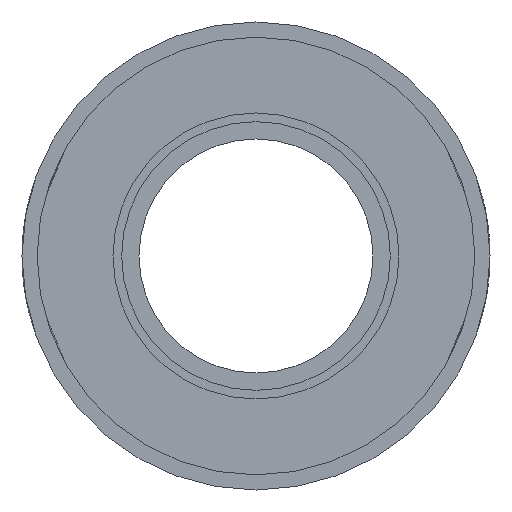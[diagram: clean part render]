
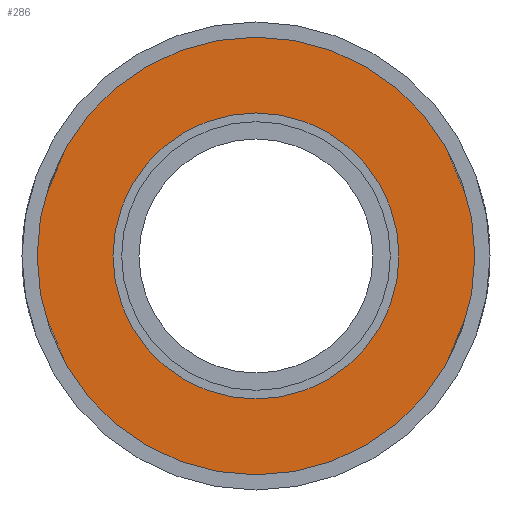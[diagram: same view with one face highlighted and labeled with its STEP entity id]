
A CAD part, front view. The second image highlights one B-rep face of the part: STEP entity #286.
In plain terms, the highlighted planar face has unit normal (0, -1, 0).
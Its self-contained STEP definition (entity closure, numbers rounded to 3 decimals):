
#18=FACE_BOUND('',#84,.T.);
#26=PLANE('',#328);
#62=FACE_OUTER_BOUND('',#83,.T.);
#83=EDGE_LOOP('',(#245));
#84=EDGE_LOOP('',(#246));
#126=CIRCLE('',#323,16.5);
#129=CIRCLE('',#329,25.25);
#150=VERTEX_POINT('',#673);
#153=VERTEX_POINT('',#684);
#182=EDGE_CURVE('',#150,#150,#126,.T.);
#187=EDGE_CURVE('',#153,#153,#129,.T.);
#245=ORIENTED_EDGE('',*,*,#187,.F.);
#246=ORIENTED_EDGE('',*,*,#182,.F.);
#286=ADVANCED_FACE('',(#62,#18),#26,.F.);
#323=AXIS2_PLACEMENT_3D('',#674,#381,#382);
#328=AXIS2_PLACEMENT_3D('',#683,#393,#394);
#329=AXIS2_PLACEMENT_3D('',#685,#395,#396);
#381=DIRECTION('center_axis',(0.,-1.,0.));
#382=DIRECTION('ref_axis',(1.,0.,0.));
#393=DIRECTION('center_axis',(0.,1.,0.));
#394=DIRECTION('ref_axis',(1.,0.,0.));
#395=DIRECTION('center_axis',(0.,1.,0.));
#396=DIRECTION('ref_axis',(1.,0.,0.));
#673=CARTESIAN_POINT('',(-16.5,27.5,0.));
#674=CARTESIAN_POINT('Origin',(0.,27.5,0.));
#683=CARTESIAN_POINT('Origin',(0.,27.5,0.));
#684=CARTESIAN_POINT('',(-25.25,27.5,0.));
#685=CARTESIAN_POINT('Origin',(0.,27.5,0.));
